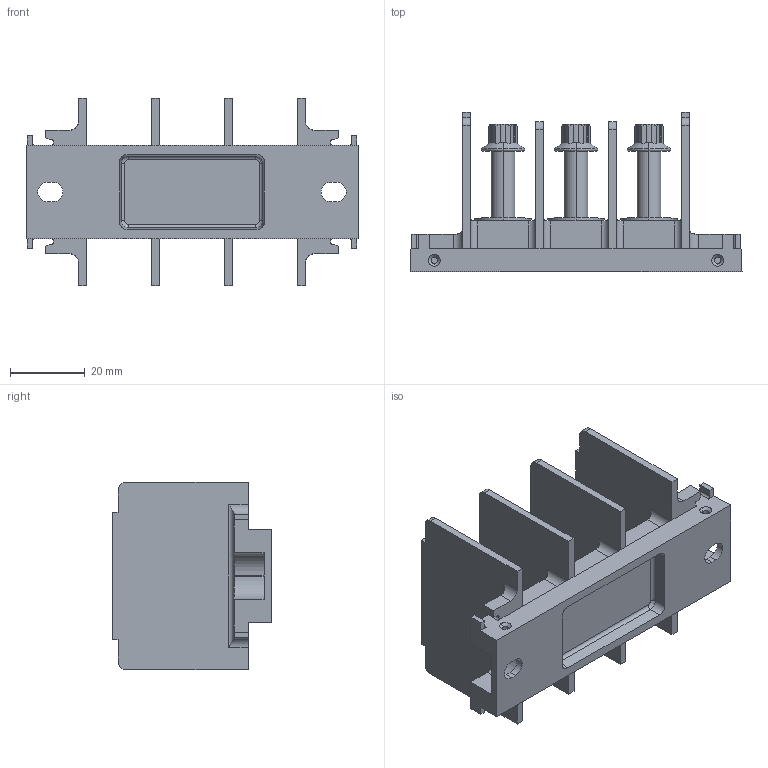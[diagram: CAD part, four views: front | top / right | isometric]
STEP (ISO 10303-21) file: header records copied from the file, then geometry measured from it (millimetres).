
FILE_DESCRIPTION((''),'2;1');
FILE_NAME('32405039002','2020-08-27T',('presta_be4'),(''),'CREO PARAMETRIC BY PTC INC, 2018360','CREO PARAMETRIC BY PTC INC, 2018360','');
FILE_SCHEMA(('CONFIG_CONTROL_DESIGN'));
Length unit declared in the file: millimetre
Products named in the file (1): 32405039002
Bounding box: 88.7 x 42.5 x 50 mm (x, y, z)
Volume: 36495.1 mm3; surface area: 23893.9 mm2
Topology: 1 solids, 1 shells, 351 faces, 962 edges, 628 vertices
Faces by surface type: plane 195, cylinder 104, cone 42, torus 6, bspline 4
Entity records: 12156 total; most frequent: CARTESIAN_POINT 3389, ORIENTED_EDGE 1916, DIRECTION 1698, EDGE_CURVE 958, VERTEX_POINT 628, AXIS2_PLACEMENT_3D 581, VECTOR 536, LINE 536
